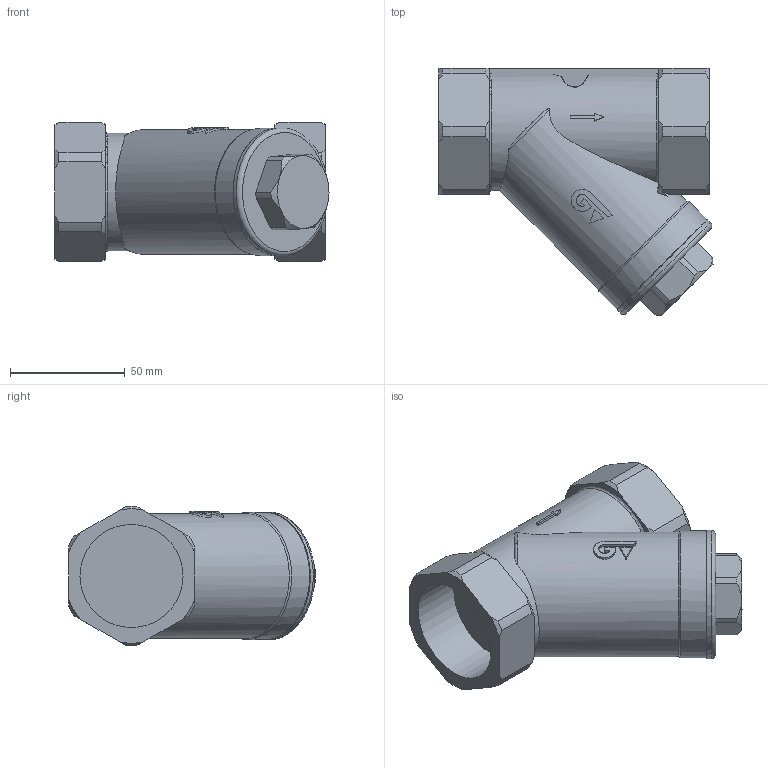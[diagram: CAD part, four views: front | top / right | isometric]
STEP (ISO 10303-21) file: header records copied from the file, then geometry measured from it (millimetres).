
FILE_DESCRIPTION((''),'2;1');
FILE_NAME('246008.stp','2014-06-30T11:47:22',('M.CANAL'),(''),'Autodesk Inventor 2013','Autodesk Inventor 2013','');
FILE_SCHEMA(('AUTOMOTIVE_DESIGN { 1 0 10303 214 1 1 1 1 }'));
Length unit declared in the file: millimetre
Products named in the file (1): 246008
Bounding box: 119.59 x 107.79 x 60.98 mm (x, y, z)
Volume: 257146.3 mm3; surface area: 55744.4 mm2
Topology: 1 solids, 1 shells, 136 faces, 380 edges, 251 vertices
Faces by surface type: plane 55, cylinder 38, cone 26, bspline 10, torus 7
Full cylindrical faces by diameter (mm): 45 x2, 46.5 x1, 54.5 x1, 55.5 x1, 56 x1
Entity records: 5389 total; most frequent: CARTESIAN_POINT 1959, ORIENTED_EDGE 730, DIRECTION 642, EDGE_CURVE 365, AXIS2_PLACEMENT_3D 262, VERTEX_POINT 246, EDGE_LOOP 153, STYLED_ITEM 137
